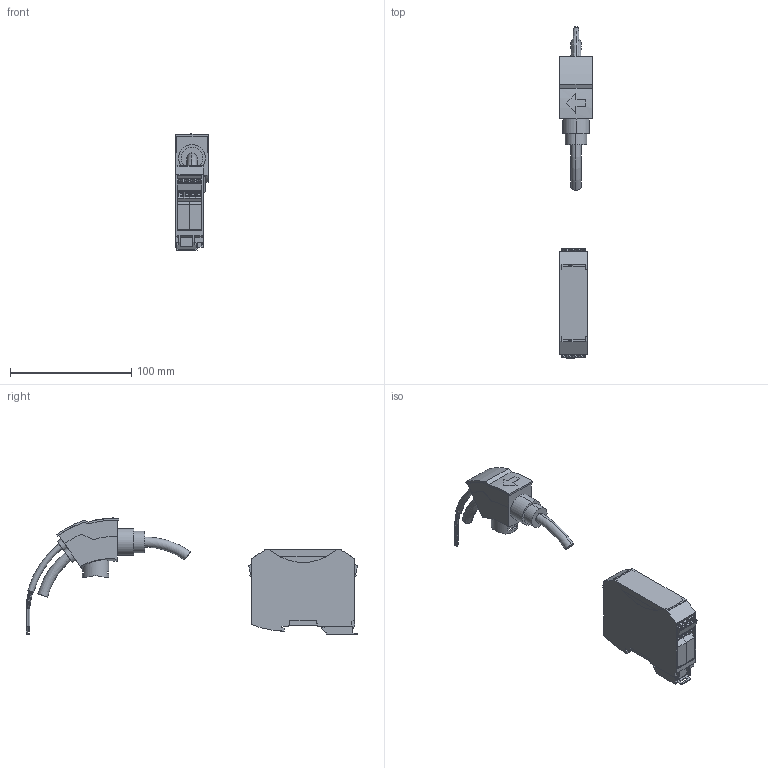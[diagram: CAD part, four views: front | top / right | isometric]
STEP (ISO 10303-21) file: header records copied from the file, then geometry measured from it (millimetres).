
FILE_DESCRIPTION(('Creo Elements/Direct Modeling STEP Export'),'2;1');
FILE_NAME('model.stp','2020-06-03T12:11:18',(''),(''),'Creo Elements/Direct Modeling STEP processor for AP214 (Solid Model)','Creo Elements/Direct Modeling 20.1A 29-Sep-2018 (C) Parametric Technology GmbH','');
FILE_SCHEMA(('AUTOMOTIVE_DESIGN { 1 0 10303 214 1 1 1 1 }'));
Length unit declared in the file: millimetre
Products named in the file (7): PACT_RCP-4000A-1A-select; Ragowski-Spule-select; Schirmung-select; Signalleitung-select; Referenzleitung-select; PACT_RCP-D...-select; PACT_RCP-4000A-1A-D...-select
Assembly tree (6 placements, depth 3):
  PACT_RCP-4000A-1A-D...-select
    PACT_RCP-D...-select
      Referenzleitung-select
      Signalleitung-select
      Schirmung-select
      Ragowski-Spule-select
    PACT_RCP-4000A-1A-select
Bounding box: 26.5 x 274.03 x 95.85 mm (x, y, z)
Volume: 170279.6 mm3; surface area: 33674.2 mm2
Topology: 5 solids, 5 shells, 577 faces, 1480 edges, 948 vertices
Faces by surface type: plane 443, cylinder 120, revolution 10, torus 4
Entity records: 18146 total; most frequent: CARTESIAN_POINT 3791, ORIENTED_EDGE 2960, DIRECTION 2218, EDGE_CURVE 1480, VECTOR 993, LINE 993, VERTEX_POINT 948, EDGE_LOOP 618
